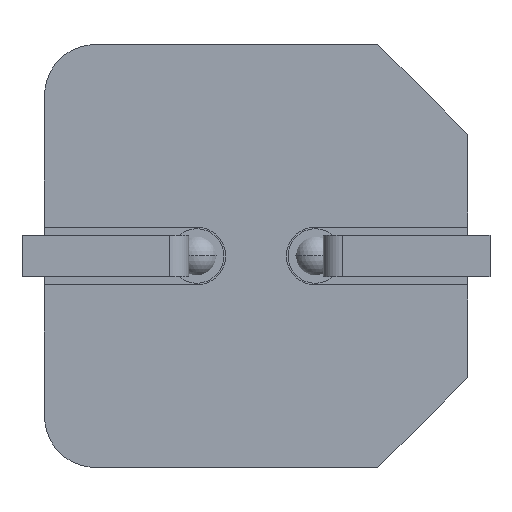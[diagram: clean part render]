
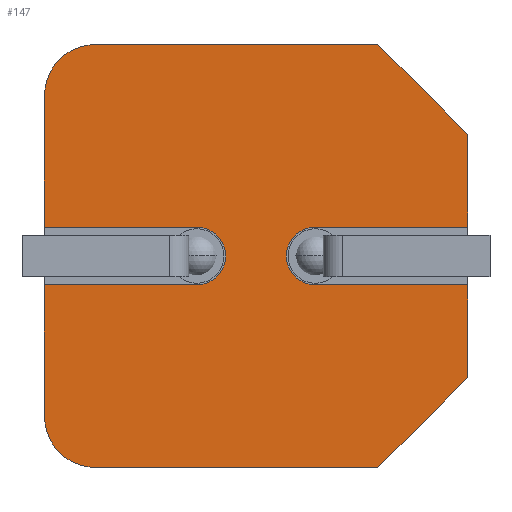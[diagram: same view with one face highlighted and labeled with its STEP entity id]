
A CAD part, front view. The second image highlights one B-rep face of the part: STEP entity #147.
In plain terms, the highlighted planar face has unit normal (0, -1, 0).
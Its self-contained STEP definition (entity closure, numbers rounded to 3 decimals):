
#31 = LINE ( 'NONE', #2127, #1111 ) ;
#45 = VERTEX_POINT ( 'NONE', #1838 ) ;
#46 = VERTEX_POINT ( 'NONE', #274 ) ;
#50 = DIRECTION ( 'NONE',  ( 0., 0., -1. ) ) ;
#52 = VERTEX_POINT ( 'NONE', #804 ) ;
#62 = FACE_OUTER_BOUND ( 'NONE', #1150, .T. ) ;
#64 = ORIENTED_EDGE ( 'NONE', *, *, #898, .T. ) ;
#80 = DIRECTION ( 'NONE',  ( 0., 0., -1. ) ) ;
#87 = DIRECTION ( 'NONE',  ( 0., 0., -1. ) ) ;
#114 = VECTOR ( 'NONE', #612, 1000. ) ;
#117 = CARTESIAN_POINT ( 'NONE',  ( -3.3, 0., 3.3 ) ) ;
#128 = ORIENTED_EDGE ( 'NONE', *, *, #1572, .F. ) ;
#147 = ADVANCED_FACE ( 'NONE', ( #62 ), #1000, .T. ) ;
#161 = ORIENTED_EDGE ( 'NONE', *, *, #1806, .F. ) ;
#204 = AXIS2_PLACEMENT_3D ( 'NONE', #1910, #1396, #1923 ) ;
#246 = DIRECTION ( 'NONE',  ( 0., 1., 0. ) ) ;
#252 = DIRECTION ( 'NONE',  ( 0., 0., -1. ) ) ;
#255 = DIRECTION ( 'NONE',  ( -1., 0., 0. ) ) ;
#269 = CARTESIAN_POINT ( 'NONE',  ( 3.3, 0., 3.3 ) ) ;
#274 = CARTESIAN_POINT ( 'NONE',  ( -0.925, 0., 0.45 ) ) ;
#308 = DIRECTION ( 'NONE',  ( 0., 0., -1. ) ) ;
#322 = VERTEX_POINT ( 'NONE', #1882 ) ;
#326 = EDGE_CURVE ( 'NONE', #45, #2253, #932, .T. ) ;
#332 = CARTESIAN_POINT ( 'NONE',  ( 2.6, 0., -2.6 ) ) ;
#351 = VERTEX_POINT ( 'NONE', #2070 ) ;
#365 = VECTOR ( 'NONE', #379, 1000. ) ;
#379 = DIRECTION ( 'NONE',  ( -1., 0., 0. ) ) ;
#391 = CARTESIAN_POINT ( 'NONE',  ( 3.3, 0., 0.45 ) ) ;
#426 = EDGE_CURVE ( 'NONE', #1383, #700, #1060, .T. ) ;
#428 = ORIENTED_EDGE ( 'NONE', *, *, #722, .F. ) ;
#450 = CARTESIAN_POINT ( 'NONE',  ( -3.3, 0., -2.5 ) ) ;
#462 = EDGE_CURVE ( 'NONE', #46, #1247, #1190, .T. ) ;
#483 = DIRECTION ( 'NONE',  ( 1., 0., 0. ) ) ;
#493 = DIRECTION ( 'NONE',  ( 0., 0., -1. ) ) ;
#536 = ORIENTED_EDGE ( 'NONE', *, *, #1372, .F. ) ;
#540 = EDGE_CURVE ( 'NONE', #778, #1470, #1402, .T. ) ;
#574 = LINE ( 'NONE', #1125, #114 ) ;
#594 = ORIENTED_EDGE ( 'NONE', *, *, #1775, .F. ) ;
#607 = VECTOR ( 'NONE', #1828, 1000. ) ;
#612 = DIRECTION ( 'NONE',  ( -1., 0., 0. ) ) ;
#633 = LINE ( 'NONE', #919, #657 ) ;
#655 = AXIS2_PLACEMENT_3D ( 'NONE', #1690, #1517, #493 ) ;
#657 = VECTOR ( 'NONE', #925, 1000. ) ;
#665 = LINE ( 'NONE', #332, #1621 ) ;
#686 = EDGE_CURVE ( 'NONE', #2028, #351, #1459, .T. ) ;
#700 = VERTEX_POINT ( 'NONE', #2002 ) ;
#718 = VECTOR ( 'NONE', #2152, 1000. ) ;
#722 = EDGE_CURVE ( 'NONE', #1091, #46, #908, .T. ) ;
#752 = EDGE_CURVE ( 'NONE', #2028, #322, #2255, .T. ) ;
#778 = VERTEX_POINT ( 'NONE', #791 ) ;
#790 = CARTESIAN_POINT ( 'NONE',  ( 0.925, 0., 0. ) ) ;
#791 = CARTESIAN_POINT ( 'NONE',  ( 3.3, 0., 1.9 ) ) ;
#804 = CARTESIAN_POINT ( 'NONE',  ( -3.3, 0., 2.5 ) ) ;
#813 = CARTESIAN_POINT ( 'NONE',  ( -0.925, 0., -0.45 ) ) ;
#898 = EDGE_CURVE ( 'NONE', #2149, #351, #665, .T. ) ;
#908 = CIRCLE ( 'NONE', #2098, 0.45 ) ;
#919 = CARTESIAN_POINT ( 'NONE',  ( -3.3, 0., -0.45 ) ) ;
#925 = DIRECTION ( 'NONE',  ( 1., 0., 0. ) ) ;
#932 = LINE ( 'NONE', #1020, #1875 ) ;
#937 = ORIENTED_EDGE ( 'NONE', *, *, #1105, .T. ) ;
#945 = CARTESIAN_POINT ( 'NONE',  ( -0.925, 0., 0. ) ) ;
#946 = ORIENTED_EDGE ( 'NONE', *, *, #326, .T. ) ;
#976 = DIRECTION ( 'NONE',  ( 1., 0., 0. ) ) ;
#1000 = PLANE ( 'NONE',  #1820 ) ;
#1020 = CARTESIAN_POINT ( 'NONE',  ( 3.3, 0., 0.45 ) ) ;
#1024 = AXIS2_PLACEMENT_3D ( 'NONE', #790, #246, #252 ) ;
#1025 = EDGE_CURVE ( 'NONE', #1383, #1031, #1989, .T. ) ;
#1031 = VERTEX_POINT ( 'NONE', #2184 ) ;
#1060 = CIRCLE ( 'NONE', #204, 0.8 ) ;
#1067 = ORIENTED_EDGE ( 'NONE', *, *, #752, .T. ) ;
#1072 = CARTESIAN_POINT ( 'NONE',  ( 2.6, 0., 2.6 ) ) ;
#1091 = VERTEX_POINT ( 'NONE', #813 ) ;
#1105 = EDGE_CURVE ( 'NONE', #1447, #52, #1508, .T. ) ;
#1111 = VECTOR ( 'NONE', #50, 1000. ) ;
#1125 = CARTESIAN_POINT ( 'NONE',  ( -3.3, 0., -3.3 ) ) ;
#1150 = EDGE_LOOP ( 'NONE', ( #1569, #1771, #536, #64, #1729, #1067, #1360, #946, #2232, #2117, #594, #937, #161, #1883, #428, #128 ) ) ;
#1190 = LINE ( 'NONE', #1211, #365 ) ;
#1211 = CARTESIAN_POINT ( 'NONE',  ( -3.3, 0., 0.45 ) ) ;
#1234 = EDGE_CURVE ( 'NONE', #778, #2253, #31, .T. ) ;
#1247 = VERTEX_POINT ( 'NONE', #1422 ) ;
#1309 = DIRECTION ( 'NONE',  ( 0., 0., 1. ) ) ;
#1321 = DIRECTION ( 'NONE',  ( 0., -1., 0. ) ) ;
#1360 = ORIENTED_EDGE ( 'NONE', *, *, #1660, .T. ) ;
#1361 = DIRECTION ( 'NONE',  ( 0.707, 0., 0.707 ) ) ;
#1372 = EDGE_CURVE ( 'NONE', #2149, #700, #574, .T. ) ;
#1380 = VECTOR ( 'NONE', #87, 1000. ) ;
#1383 = VERTEX_POINT ( 'NONE', #450 ) ;
#1396 = DIRECTION ( 'NONE',  ( 0., -1., 0. ) ) ;
#1402 = LINE ( 'NONE', #1072, #718 ) ;
#1422 = CARTESIAN_POINT ( 'NONE',  ( -3.3, 0., 0.45 ) ) ;
#1447 = VERTEX_POINT ( 'NONE', #1560 ) ;
#1453 = DIRECTION ( 'NONE',  ( 0., -1., 0. ) ) ;
#1459 = LINE ( 'NONE', #269, #1380 ) ;
#1467 = CARTESIAN_POINT ( 'NONE',  ( 0., 0., 0. ) ) ;
#1470 = VERTEX_POINT ( 'NONE', #1554 ) ;
#1505 = CARTESIAN_POINT ( 'NONE',  ( -3.3, 0., 3.3 ) ) ;
#1508 = CIRCLE ( 'NONE', #655, 0.8 ) ;
#1517 = DIRECTION ( 'NONE',  ( 0., -1., 0. ) ) ;
#1554 = CARTESIAN_POINT ( 'NONE',  ( 1.9, 0., 3.3 ) ) ;
#1560 = CARTESIAN_POINT ( 'NONE',  ( -2.5, 0., 3.3 ) ) ;
#1562 = LINE ( 'NONE', #117, #2071 ) ;
#1569 = ORIENTED_EDGE ( 'NONE', *, *, #1025, .F. ) ;
#1572 = EDGE_CURVE ( 'NONE', #1031, #1091, #633, .T. ) ;
#1621 = VECTOR ( 'NONE', #1361, 1000. ) ;
#1646 = CARTESIAN_POINT ( 'NONE',  ( -3.3, 0., 3.3 ) ) ;
#1658 = VECTOR ( 'NONE', #255, 1000. ) ;
#1660 = EDGE_CURVE ( 'NONE', #322, #45, #2161, .T. ) ;
#1690 = CARTESIAN_POINT ( 'NONE',  ( -2.5, 0., 2.5 ) ) ;
#1729 = ORIENTED_EDGE ( 'NONE', *, *, #686, .F. ) ;
#1771 = ORIENTED_EDGE ( 'NONE', *, *, #426, .T. ) ;
#1775 = EDGE_CURVE ( 'NONE', #1447, #1470, #1562, .T. ) ;
#1806 = EDGE_CURVE ( 'NONE', #1247, #52, #1848, .T. ) ;
#1810 = CARTESIAN_POINT ( 'NONE',  ( 3.3, 0., -0.45 ) ) ;
#1820 = AXIS2_PLACEMENT_3D ( 'NONE', #1467, #1321, #308 ) ;
#1828 = DIRECTION ( 'NONE',  ( 0., 0., 1. ) ) ;
#1838 = CARTESIAN_POINT ( 'NONE',  ( 0.925, 0., 0.45 ) ) ;
#1848 = LINE ( 'NONE', #1505, #2242 ) ;
#1875 = VECTOR ( 'NONE', #483, 1000. ) ;
#1882 = CARTESIAN_POINT ( 'NONE',  ( 0.925, 0., -0.45 ) ) ;
#1883 = ORIENTED_EDGE ( 'NONE', *, *, #462, .F. ) ;
#1910 = CARTESIAN_POINT ( 'NONE',  ( -2.5, 0., -2.5 ) ) ;
#1923 = DIRECTION ( 'NONE',  ( 0., 0., -1. ) ) ;
#1989 = LINE ( 'NONE', #1646, #607 ) ;
#2002 = CARTESIAN_POINT ( 'NONE',  ( -2.5, 0., -3.3 ) ) ;
#2028 = VERTEX_POINT ( 'NONE', #2241 ) ;
#2070 = CARTESIAN_POINT ( 'NONE',  ( 3.3, 0., -1.9 ) ) ;
#2071 = VECTOR ( 'NONE', #976, 1000. ) ;
#2098 = AXIS2_PLACEMENT_3D ( 'NONE', #945, #1453, #80 ) ;
#2109 = CARTESIAN_POINT ( 'NONE',  ( 1.9, 0., -3.3 ) ) ;
#2117 = ORIENTED_EDGE ( 'NONE', *, *, #540, .T. ) ;
#2127 = CARTESIAN_POINT ( 'NONE',  ( 3.3, 0., 3.3 ) ) ;
#2149 = VERTEX_POINT ( 'NONE', #2109 ) ;
#2152 = DIRECTION ( 'NONE',  ( -0.707, 0., 0.707 ) ) ;
#2161 = CIRCLE ( 'NONE', #1024, 0.45 ) ;
#2184 = CARTESIAN_POINT ( 'NONE',  ( -3.3, 0., -0.45 ) ) ;
#2232 = ORIENTED_EDGE ( 'NONE', *, *, #1234, .F. ) ;
#2241 = CARTESIAN_POINT ( 'NONE',  ( 3.3, 0., -0.45 ) ) ;
#2242 = VECTOR ( 'NONE', #1309, 1000. ) ;
#2253 = VERTEX_POINT ( 'NONE', #391 ) ;
#2255 = LINE ( 'NONE', #1810, #1658 ) ;
